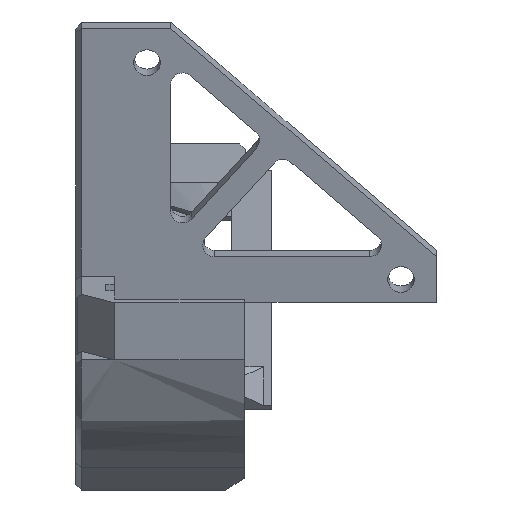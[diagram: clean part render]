
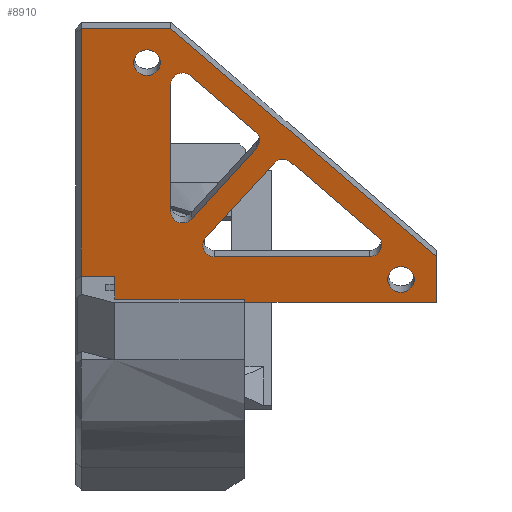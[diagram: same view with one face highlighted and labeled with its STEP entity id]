
A CAD part, left-side view. The second image highlights one B-rep face of the part: STEP entity #8910.
In plain terms, the highlighted planar face has unit normal (-0.966, 0, -0.259).
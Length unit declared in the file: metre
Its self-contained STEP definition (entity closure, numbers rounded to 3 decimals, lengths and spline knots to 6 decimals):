
#313=CIRCLE('',#9671,0.00225);
#314=CIRCLE('',#9674,0.00225);
#315=CIRCLE('',#9676,0.002);
#316=CIRCLE('',#9677,0.002);
#317=CIRCLE('',#9678,0.002);
#318=CIRCLE('',#9679,0.002);
#319=CIRCLE('',#9680,0.002);
#320=CIRCLE('',#9681,0.002);
#2551=ORIENTED_EDGE('',*,*,#4077,.T.);
#2552=ORIENTED_EDGE('',*,*,#4090,.T.);
#2553=ORIENTED_EDGE('',*,*,#3148,.F.);
#2554=ORIENTED_EDGE('',*,*,#3901,.F.);
#2555=ORIENTED_EDGE('',*,*,#4075,.F.);
#2556=ORIENTED_EDGE('',*,*,#4088,.F.);
#2557=ORIENTED_EDGE('',*,*,#4079,.T.);
#2558=ORIENTED_EDGE('',*,*,#4087,.T.);
#2559=ORIENTED_EDGE('',*,*,#4068,.F.);
#2560=ORIENTED_EDGE('',*,*,#4091,.T.);
#2561=ORIENTED_EDGE('',*,*,#4085,.F.);
#2562=ORIENTED_EDGE('',*,*,#4092,.T.);
#2563=ORIENTED_EDGE('',*,*,#4072,.T.);
#2564=ORIENTED_EDGE('',*,*,#4093,.T.);
#2565=ORIENTED_EDGE('',*,*,#4062,.F.);
#2566=ORIENTED_EDGE('',*,*,#4094,.T.);
#2567=ORIENTED_EDGE('',*,*,#4082,.T.);
#2568=ORIENTED_EDGE('',*,*,#4095,.T.);
#2569=ORIENTED_EDGE('',*,*,#4065,.F.);
#2570=ORIENTED_EDGE('',*,*,#4096,.T.);
#2571=ORIENTED_EDGE('',*,*,#4089,.T.);
#3148=EDGE_CURVE('',#4397,#4398,#5201,.T.);
#3901=EDGE_CURVE('',#4872,#4397,#5798,.T.);
#4062=EDGE_CURVE('',#4953,#4954,#5937,.T.);
#4065=EDGE_CURVE('',#4955,#4956,#5940,.T.);
#4068=EDGE_CURVE('',#4957,#4958,#5943,.T.);
#4072=EDGE_CURVE('',#4960,#4959,#5947,.T.);
#4075=EDGE_CURVE('',#4961,#4872,#5950,.T.);
#4077=EDGE_CURVE('',#4963,#4962,#5952,.T.);
#4079=EDGE_CURVE('',#4964,#4963,#5954,.T.);
#4082=EDGE_CURVE('',#4966,#4965,#5957,.T.);
#4085=EDGE_CURVE('',#4967,#4968,#5960,.T.);
#4087=EDGE_CURVE('',#4969,#4969,#313,.T.);
#4088=EDGE_CURVE('',#4964,#4961,#5962,.T.);
#4089=EDGE_CURVE('',#4970,#4970,#314,.T.);
#4090=EDGE_CURVE('',#4962,#4398,#5963,.T.);
#4091=EDGE_CURVE('',#4957,#4968,#315,.T.);
#4092=EDGE_CURVE('',#4967,#4960,#316,.T.);
#4093=EDGE_CURVE('',#4959,#4958,#317,.T.);
#4094=EDGE_CURVE('',#4953,#4966,#318,.T.);
#4095=EDGE_CURVE('',#4965,#4956,#319,.T.);
#4096=EDGE_CURVE('',#4955,#4954,#320,.T.);
#4397=VERTEX_POINT('',#12560);
#4398=VERTEX_POINT('',#12561);
#4872=VERTEX_POINT('',#14577);
#4953=VERTEX_POINT('',#15118);
#4954=VERTEX_POINT('',#15119);
#4955=VERTEX_POINT('',#15124);
#4956=VERTEX_POINT('',#15125);
#4957=VERTEX_POINT('',#15130);
#4958=VERTEX_POINT('',#15131);
#4959=VERTEX_POINT('',#15136);
#4960=VERTEX_POINT('',#15138);
#4961=VERTEX_POINT('',#15142);
#4962=VERTEX_POINT('',#15146);
#4963=VERTEX_POINT('',#15148);
#4964=VERTEX_POINT('',#15152);
#4965=VERTEX_POINT('',#15156);
#4966=VERTEX_POINT('',#15158);
#4967=VERTEX_POINT('',#15162);
#4968=VERTEX_POINT('',#15164);
#4969=VERTEX_POINT('',#15168);
#4970=VERTEX_POINT('',#15173);
#5201=LINE('',#12559,#6225);
#5798=LINE('',#14578,#6822);
#5937=LINE('',#15117,#6961);
#5940=LINE('',#15123,#6964);
#5943=LINE('',#15129,#6967);
#5947=LINE('',#15137,#6971);
#5950=LINE('',#15143,#6974);
#5952=LINE('',#15147,#6976);
#5954=LINE('',#15151,#6978);
#5957=LINE('',#15157,#6981);
#5960=LINE('',#15163,#6984);
#5962=LINE('',#15170,#6986);
#5963=LINE('',#15175,#6987);
#6225=VECTOR('',#10090,1.);
#6822=VECTOR('',#11469,1.);
#6961=VECTOR('',#11738,1.);
#6964=VECTOR('',#11743,1.);
#6967=VECTOR('',#11748,1.);
#6971=VECTOR('',#11754,1.);
#6974=VECTOR('',#11759,1.);
#6976=VECTOR('',#11763,1.);
#6978=VECTOR('',#11767,1.);
#6981=VECTOR('',#11772,1.);
#6984=VECTOR('',#11777,1.);
#6986=VECTOR('',#11785,1.);
#6987=VECTOR('',#11792,1.);
#7512=EDGE_LOOP('',(#2551,#2552,#2553,#2554,#2555,#2556,#2557));
#7513=EDGE_LOOP('',(#2558));
#7514=EDGE_LOOP('',(#2559,#2560,#2561,#2562,#2563,#2564));
#7515=EDGE_LOOP('',(#2565,#2566,#2567,#2568,#2569,#2570));
#7516=EDGE_LOOP('',(#2571));
#8082=FACE_BOUND('',#7512,.T.);
#8083=FACE_BOUND('',#7513,.T.);
#8084=FACE_BOUND('',#7514,.T.);
#8085=FACE_BOUND('',#7515,.T.);
#8086=FACE_BOUND('',#7516,.T.);
#8478=PLANE('',#9675);
#8910=ADVANCED_FACE('',(#8082,#8083,#8084,#8085,#8086),#8478,.F.);
#9671=AXIS2_PLACEMENT_3D('',#15167,#11781,#11782);
#9674=AXIS2_PLACEMENT_3D('',#15172,#11788,#11789);
#9675=AXIS2_PLACEMENT_3D('',#15174,#11790,#11791);
#9676=AXIS2_PLACEMENT_3D('',#15176,#11793,#11794);
#9677=AXIS2_PLACEMENT_3D('',#15177,#11795,#11796);
#9678=AXIS2_PLACEMENT_3D('',#15178,#11797,#11798);
#9679=AXIS2_PLACEMENT_3D('',#15179,#11799,#11800);
#9680=AXIS2_PLACEMENT_3D('',#15180,#11801,#11802);
#9681=AXIS2_PLACEMENT_3D('',#15181,#11803,#11804);
#10090=DIRECTION('',(0.,1.,0.));
#11469=DIRECTION('',(-0.259,0.,0.966));
#11738=DIRECTION('',(-0.172,0.747,0.642));
#11743=DIRECTION('',(0.193,0.664,-0.722));
#11748=DIRECTION('',(0.259,0.,-0.966));
#11754=DIRECTION('',(0.193,0.664,-0.722));
#11759=DIRECTION('',(0.,1.,0.));
#11763=DIRECTION('',(0.,1.,0.));
#11767=DIRECTION('',(-0.172,0.747,0.642));
#11772=DIRECTION('',(0.,1.,0.));
#11777=DIRECTION('',(-0.172,0.747,0.642));
#11781=DIRECTION('',(0.966,0.,0.259));
#11782=DIRECTION('',(0.259,0.,-0.966));
#11785=DIRECTION('',(0.259,0.,-0.966));
#11788=DIRECTION('',(0.966,0.,0.259));
#11789=DIRECTION('',(0.259,0.,-0.966));
#11790=DIRECTION('',(0.966,0.,0.259));
#11791=DIRECTION('',(0.,1.,0.));
#11792=DIRECTION('',(0.259,0.,-0.966));
#11793=DIRECTION('',(0.966,0.,0.259));
#11794=DIRECTION('',(0.259,0.,-0.966));
#11795=DIRECTION('',(0.966,0.,0.259));
#11796=DIRECTION('',(0.259,0.,-0.966));
#11797=DIRECTION('',(0.966,0.,0.259));
#11798=DIRECTION('',(0.259,0.,-0.966));
#11799=DIRECTION('',(0.966,0.,0.259));
#11800=DIRECTION('',(0.259,0.,-0.966));
#11801=DIRECTION('',(0.966,0.,0.259));
#11802=DIRECTION('',(0.259,0.,-0.966));
#11803=DIRECTION('',(0.966,0.,0.259));
#11804=DIRECTION('',(0.259,0.,-0.966));
#12559=CARTESIAN_POINT('',(-0.031489,-0.0135,-0.022361));
#12560=CARTESIAN_POINT('',(-0.031489,-0.0058,-0.022361));
#12561=CARTESIAN_POINT('',(-0.031489,-0.0002,-0.022361));
#14577=CARTESIAN_POINT('',(-0.030298,-0.0058,-0.026805));
#14578=CARTESIAN_POINT('',(-0.058855,-0.0058,0.079772));
#15117=CARTESIAN_POINT('',(-0.034681,-0.044227,-0.010446));
#15118=CARTESIAN_POINT('',(-0.033273,-0.050348,-0.015701));
#15119=CARTESIAN_POINT('',(-0.03665,-0.03567,-0.003099));
#15123=CARTESIAN_POINT('',(-0.034681,-0.026232,-0.010446));
#15124=CARTESIAN_POINT('',(-0.036607,-0.032846,-0.003259));
#15125=CARTESIAN_POINT('',(-0.03323,-0.021249,-0.015862));
#15129=CARTESIAN_POINT('',(-0.037197,-0.0153,-0.00106));
#15130=CARTESIAN_POINT('',(-0.040184,-0.0153,0.010088));
#15131=CARTESIAN_POINT('',(-0.034418,-0.0153,-0.011429));
#15136=CARTESIAN_POINT('',(-0.034074,-0.018795,-0.012713));
#15137=CARTESIAN_POINT('',(-0.035369,-0.023243,-0.007879));
#15138=CARTESIAN_POINT('',(-0.037295,-0.029856,-0.000692));
#15142=CARTESIAN_POINT('',(-0.030298,-0.0603,-0.026805));
#15143=CARTESIAN_POINT('',(-0.030298,-0.0113,-0.026805));
#15146=CARTESIAN_POINT('',(-0.042722,-0.0002,0.01956));
#15147=CARTESIAN_POINT('',(-0.042722,-0.0113,0.01956));
#15148=CARTESIAN_POINT('',(-0.042722,-0.0153,0.01956));
#15151=CARTESIAN_POINT('',(-0.037545,-0.0378,0.000241));
#15152=CARTESIAN_POINT('',(-0.032369,-0.0603,-0.019077));
#15156=CARTESIAN_POINT('',(-0.032369,-0.022743,-0.019077));
#15157=CARTESIAN_POINT('',(-0.032369,-0.036284,-0.019077));
#15158=CARTESIAN_POINT('',(-0.032369,-0.049019,-0.019077));
#15162=CARTESIAN_POINT('',(-0.038026,-0.02969,0.002035));
#15163=CARTESIAN_POINT('',(-0.039509,-0.023243,0.007571));
#15164=CARTESIAN_POINT('',(-0.040571,-0.018629,0.011532));
#15167=CARTESIAN_POINT('',(-0.041169,-0.0113,0.013764));
#15168=CARTESIAN_POINT('',(-0.040586,-0.0113,0.011591));
#15170=CARTESIAN_POINT('',(-0.031334,-0.0603,-0.022941));
#15172=CARTESIAN_POINT('',(-0.031334,-0.0543,-0.022941));
#15173=CARTESIAN_POINT('',(-0.030751,-0.0543,-0.025114));
#15174=CARTESIAN_POINT('',(-0.034322,-0.02975,-0.011789));
#15175=CARTESIAN_POINT('',(-0.031489,-0.0002,-0.022361));
#15176=CARTESIAN_POINT('',(-0.040184,-0.0173,0.010088));
#15177=CARTESIAN_POINT('',(-0.037639,-0.028362,0.000591));
#15178=CARTESIAN_POINT('',(-0.034418,-0.0173,-0.011429));
#15179=CARTESIAN_POINT('',(-0.032886,-0.049019,-0.017145));
#15180=CARTESIAN_POINT('',(-0.032886,-0.022743,-0.017145));
#15181=CARTESIAN_POINT('',(-0.036263,-0.034341,-0.004543));
